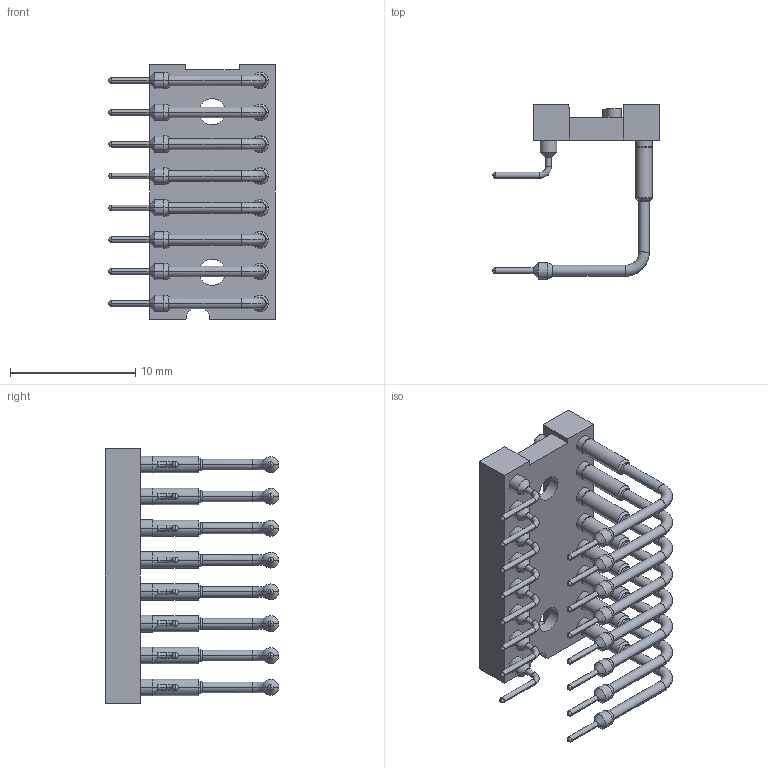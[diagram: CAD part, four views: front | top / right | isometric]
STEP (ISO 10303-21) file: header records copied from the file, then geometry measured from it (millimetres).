
FILE_DESCRIPTION(('STEP AP203'),'1');
FILE_NAME('dil_socket_299-83-316-10-001101.stp','2025-01-30T15:59:23',('TraceParts'),('TraceParts S.A.'),'Spatial InterOp 3D',' ',' ');
FILE_SCHEMA(('CONFIG_CONTROL_DESIGN'));
Length unit declared in the file: millimetre
Products named in the file (1): 1
Bounding box: 13.26 x 13.86 x 20.3 mm (x, y, z)
Volume: 541.4 mm3; surface area: 1520.7 mm2
Topology: 1 solids, 1 shells, 782 faces, 1828 edges, 1050 vertices
Faces by surface type: cone 304, cylinder 285, plane 113, torus 64, sphere 16
Entity records: 22106 total; most frequent: DIRECTION 4348, CARTESIAN_POINT 3853, ORIENTED_EDGE 3528, AXIS2_PLACEMENT_3D 1865, EDGE_CURVE 1764, VERTEX_POINT 1050, CIRCLE 1010, EDGE_LOOP 852
